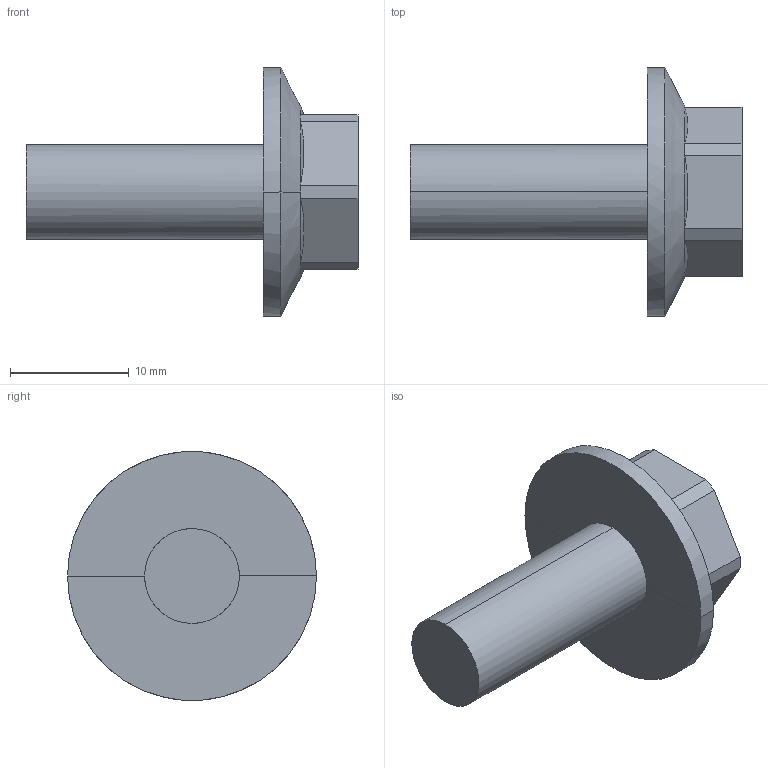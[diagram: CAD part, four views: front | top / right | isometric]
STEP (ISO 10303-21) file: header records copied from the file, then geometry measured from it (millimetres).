
FILE_DESCRIPTION(('STEP AP214'),'1');
FILE_NAME('cctmp_EAAC3A36-043F-4801-8556-399CC727AB01_2020_1_16_7_44_46_887..stp','2020-01-16T06:44:47',('Bosch Rexroth AG'),('CADClick - www.CADClick.com'),'Spatial InterOp 3D',' ','unknown authorization - (Healing Option Enabled)');
FILE_SCHEMA(('AUTOMOTIVE_DESIGN'));
Length unit declared in the file: millimetre
Products named in the file (1): 2020_01_16__07-44-46-865
Bounding box: 28 x 21 x 21 mm (x, y, z)
Volume: 2643 mm3; surface area: 1523.2 mm2
Topology: 1 solids, 1 shells, 25 faces, 68 edges, 45 vertices
Faces by surface type: plane 16, cylinder 4, bspline 3, cone 2
Entity records: 1349 total; most frequent: CARTESIAN_POINT 520, ORIENTED_EDGE 136, DIRECTION 114, EDGE_CURVE 68, VERTEX_POINT 45, AXIS2_PLACEMENT_3D 38, LINE 38, VECTOR 38
